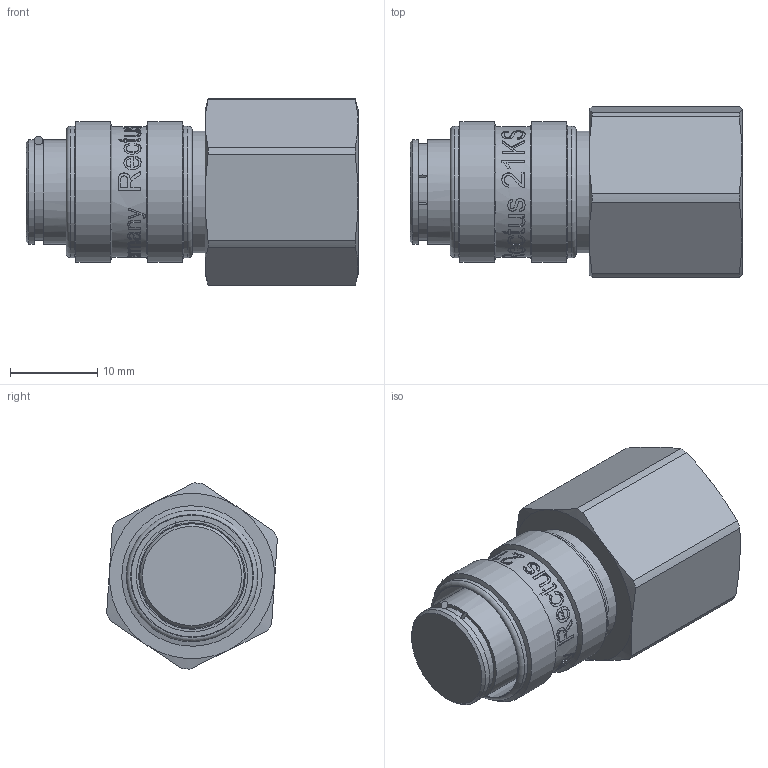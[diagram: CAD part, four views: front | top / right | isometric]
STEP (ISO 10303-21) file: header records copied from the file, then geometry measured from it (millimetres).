
FILE_DESCRIPTION((''),'2;1');
FILE_NAME('21ksiw17mpn.stp','2013-03-11T15:22:35',('IA176480'),(''),'Autodesk Inventor 2011','Autodesk Inventor 2011','');
FILE_SCHEMA(('AUTOMOTIVE_DESIGN { 1 0 10303 214 1 1 1 1 }'));
Length unit declared in the file: millimetre
Products named in the file (1): D105596
Bounding box: 38.15 x 19.62 x 21.39 mm (x, y, z)
Volume: 7042.9 mm3; surface area: 4358.4 mm2
Topology: 2 solids, 2 shells, 414 faces, 1078 edges, 711 vertices
Faces by surface type: bspline 183, plane 147, cylinder 57, cone 24, torus 3
Full cylindrical faces by diameter (mm): 7.5 x1, 11.15 x1, 12 x2, 12.25 x1, 12.8 x1, 14 x3, 14.95 x1, 15 x1, 15.1 x2, 16.15 x2
Entity records: 58930 total; most frequent: CARTESIAN_POINT 49975, ORIENTED_EDGE 2076, DIRECTION 1117, EDGE_CURVE 1038, VERTEX_POINT 702, B_SPLINE_CURVE_WITH_KNOTS 495, EDGE_LOOP 490, FACE_OUTER_BOUND 414
